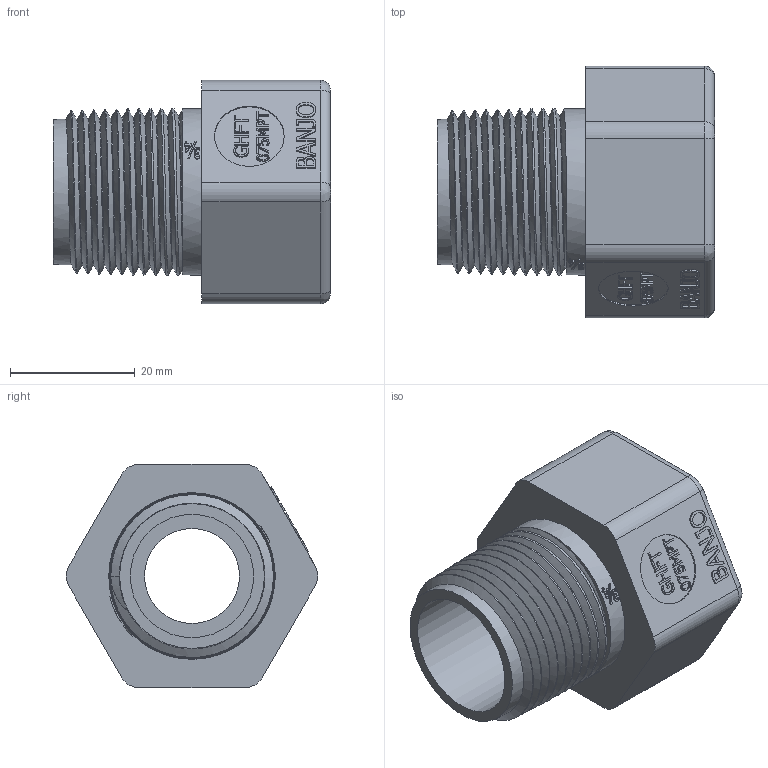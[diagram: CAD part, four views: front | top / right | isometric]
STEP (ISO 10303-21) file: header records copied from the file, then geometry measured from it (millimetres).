
FILE_DESCRIPTION(/* description */ ('3/4" FNPT X 3/4" Garden Hose Female Thread'),/* implementation_level */ '2;1');
FILE_NAME(/* name */ 'GHFT075MPT.stp',/* time_stamp */ '2015-07-24T14:27:02-04:00',/* author */ ('ALR'),/* organization */ (''),/* preprocessor_version */ 'ST-DEVELOPER v15.6',/* originating_system */ 'Autodesk Inventor 2015',/* authorisation */ '');
FILE_SCHEMA (('AUTOMOTIVE_DESIGN { 1 0 10303 214 3 1 1 }'));
Length unit declared in the file: inch
Products named in the file (3): GHFT075MPTX; GHFT075G; GHFT075MPT
Assembly tree (2 placements, depth 2):
  GHFT075MPT
    GHFT075MPTX
    GHFT075G
Bounding box: 44.45 x 40.4 x 35.84 mm (x, y, z)
Volume: 19078.5 mm3; surface area: 11753.1 mm2
Topology: 2 solids, 2 shells, 372 faces, 988 edges, 652 vertices
Faces by surface type: plane 202, bspline 118, cylinder 36, cone 16
Full cylindrical faces by diameter (mm): 11.176 x1, 15.24 x1, 19.812 x1, 24.511 x1, 26.67 x4, 27.305 x1
Entity records: 15504 total; most frequent: CARTESIAN_POINT 7302, ORIENTED_EDGE 1874, DIRECTION 1298, EDGE_CURVE 937, VERTEX_POINT 623, LINE 596, VECTOR 596, EDGE_LOOP 402
